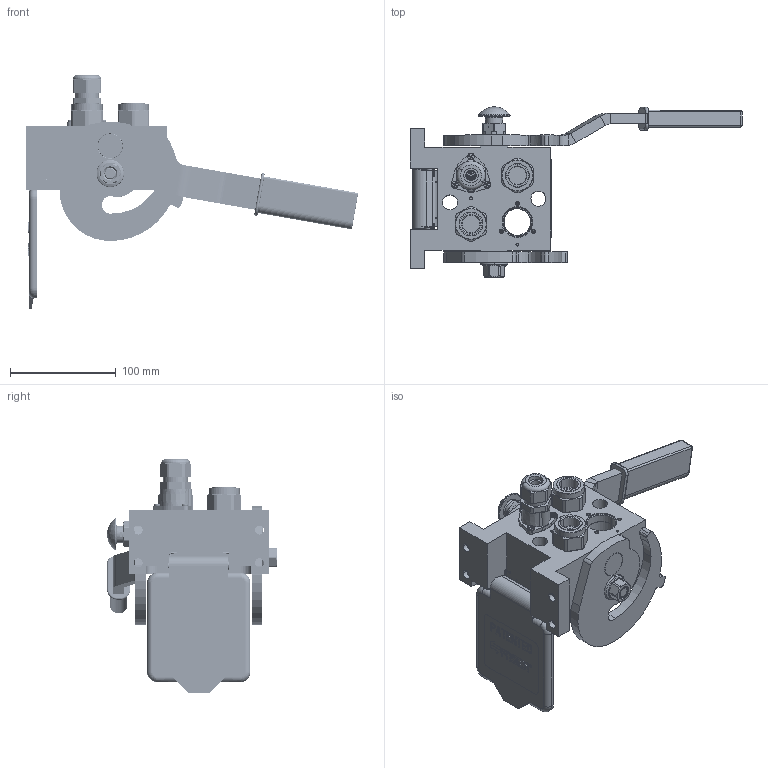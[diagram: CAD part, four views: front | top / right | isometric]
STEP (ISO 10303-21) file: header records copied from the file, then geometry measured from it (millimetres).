
FILE_DESCRIPTION (( 'STEP AP214' ), '1' );
FILE_NAME ('FASTER.step', '2023-03-10T08:56:13', ( '' ), ( '' ), 'SwSTEP 2.0', 'SolidWorks 2017', '' );
FILE_SCHEMA (( 'AUTOMOTIVE_DESIGN' ));
Length unit declared in the file: millimetre
Products named in the file (36): 0048_042_0412_000; or1_5x7_m; 4241_072_0000_200; FASTER; 4830_025_0000_001; corpospel08-3f; 4830_024_4006_010; 4830_024_4006_000_ASM; 4830_001_0005_300; 4850_024_0000_013; 4340_014_0000_000; 4830_024_4006_000; 4820_001_0004_000; 4850_024_6001_021; 4830_070_0000_001; 2ffnb12_gas_f; 4830_022_0000_011; 4830_024_4004_020; 4142_072_1000_300; 4830_025_1000_000; 4830_025_2000_000; 4830_044_0000_000; 1540_080_0012_000; 4830_020_0000_024; 4830_001_0005_301; P508FA; 4830_046_0000_000; 4830_024_0001_012; P508_F_A_BASE; A_2ffnb12_gas_f; conn_3p_f; sicura_p5; 4810_001_0001_014; curs_molla_12; et011
Assembly tree (38 placements, depth 4):
  FASTER
    P508_F_A_BASE
      P508FA
        4830_020_0000_024
        4820_001_0004_000
        4810_001_0001_014
        4830_001_0005_300
        4830_001_0005_301
    conn_3p_f
      corpospel08-3f
      4830_044_0000_000  x3
      4830_046_0000_000
      4241_072_0000_200
    A_2ffnb12_gas_f  x2
      curs_molla_12
        4340_014_0000_000
        4142_072_1000_300
      2ffnb12_gas_f
        2ffnb12_gas_f
    4830_024_4006_000
      4830_024_4006_000_ASM
        4830_024_4006_010
        4850_024_6001_021
      sicura_p5
        4830_025_0000_001
        or1_5x7_m
        0048_042_0412_000
      4830_025_2000_000
      4830_025_1000_000
      4830_024_4004_020
      4830_022_0000_011
      4830_070_0000_001
      1540_080_0012_000
      4830_024_0001_012
      4850_024_0000_013
    et011
Bounding box: 314.67 x 161.23 x 221.5 mm (x, y, z)
Volume: 112494.3 mm3; surface area: 294504.5 mm2
Topology: 19 solids, 64 shells, 3968 faces, 10587 edges, 6775 vertices
Faces by surface type: plane 2098, cylinder 869, torus 393, cone 325, bspline 225, sphere 58
Entity records: 154013 total; most frequent: CARTESIAN_POINT 55885, ORIENTED_EDGE 18491, DIRECTION 17771, EDGE_CURVE 9631, VERTEX_POINT 6185, VECTOR 5947, LINE 5947, AXIS2_PLACEMENT_3D 5912
